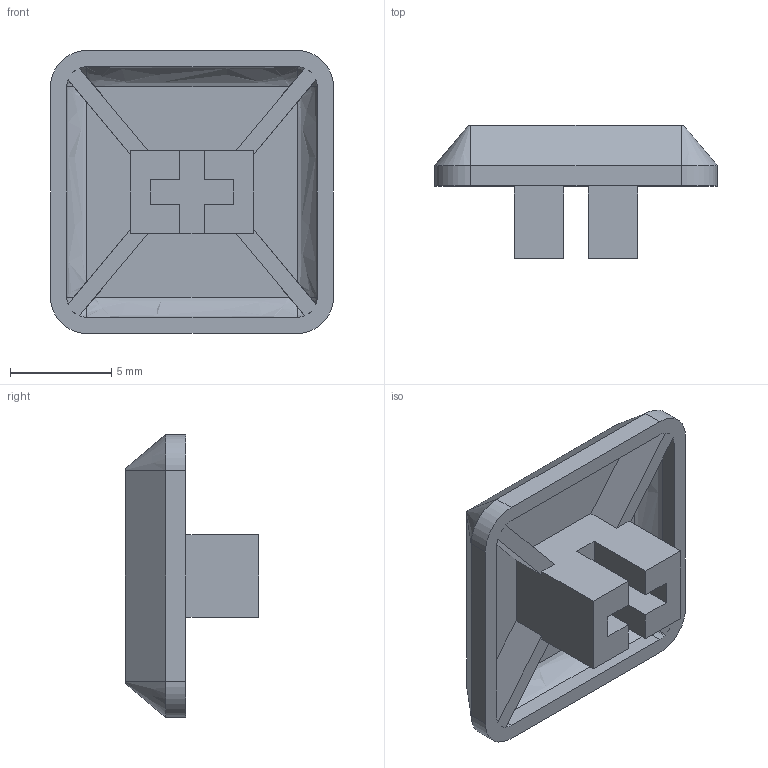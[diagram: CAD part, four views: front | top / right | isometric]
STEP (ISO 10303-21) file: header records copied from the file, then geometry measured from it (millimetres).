
FILE_DESCRIPTION (( 'STEP AP214' ), '1' );
FILE_NAME ('keycap base square 01.STEP', '2024-05-15T05:34:31', ( '' ), ( '' ), 'SwSTEP 2.0', 'SolidWorks 2020', '' );
FILE_SCHEMA (( 'AUTOMOTIVE_DESIGN' ));
Length unit declared in the file: millimetre
Products named in the file (1): keycap base square 01
Bounding box: 14 x 6.6 x 14 mm (x, y, z)
Volume: 370.2 mm3; surface area: 755.4 mm2
Topology: 1 solids, 1 shells, 83 faces, 212 edges, 136 vertices
Faces by surface type: plane 51, cylinder 16, bspline 12, cone 4
Entity records: 2838 total; most frequent: CARTESIAN_POINT 906, ORIENTED_EDGE 424, DIRECTION 344, EDGE_CURVE 212, LINE 144, VECTOR 144, VERTEX_POINT 136, AXIS2_PLACEMENT_3D 100
